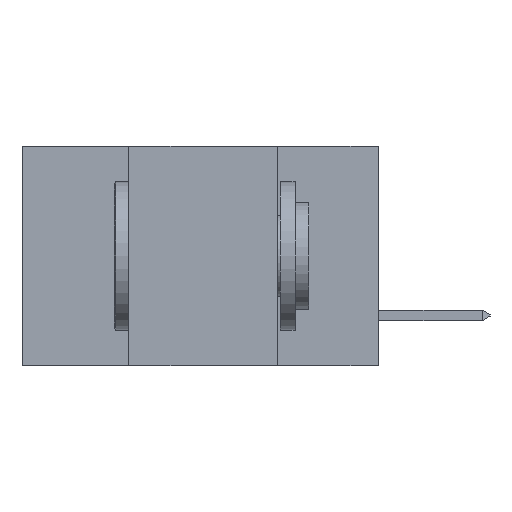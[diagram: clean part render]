
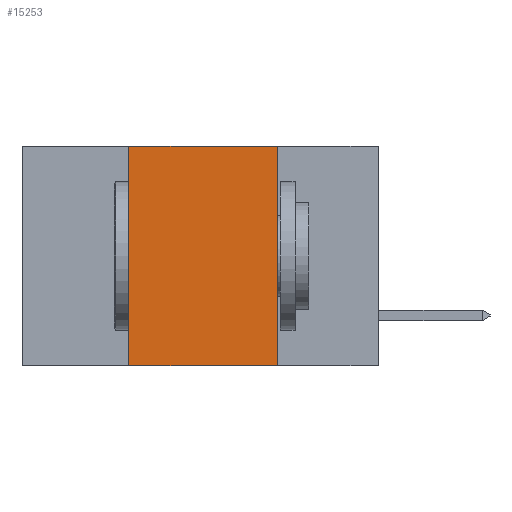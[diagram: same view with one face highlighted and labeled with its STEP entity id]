
A CAD part, left-side view. The second image highlights one B-rep face of the part: STEP entity #15253.
In plain terms, the highlighted planar face has unit normal (-1, 0, 0).
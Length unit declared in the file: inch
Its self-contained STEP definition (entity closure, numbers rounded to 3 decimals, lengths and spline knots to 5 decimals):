
#875 = VECTOR ( 'NONE', #6140, 39.37008 ) ;
#2166 = LINE ( 'NONE', #16182, #875 ) ;
#3617 = DIRECTION ( 'NONE',  ( 0., -1., 0. ) ) ;
#4348 = CARTESIAN_POINT ( 'NONE',  ( 0., 0.17, 0. ) ) ;
#4562 = EDGE_CURVE ( 'NONE', #24412, #14584, #10353, .T. ) ;
#6140 = DIRECTION ( 'NONE',  ( 0., -1., 0. ) ) ;
#6575 = EDGE_CURVE ( 'NONE', #12465, #20177, #18268, .T. ) ;
#7611 = FACE_OUTER_BOUND ( 'NONE', #22468, .T. ) ;
#10311 = CARTESIAN_POINT ( 'NONE',  ( 0., 0.42, 0. ) ) ;
#10353 = LINE ( 'NONE', #10311, #25644 ) ;
#10832 = DIRECTION ( 'NONE',  ( 0., 0., 1. ) ) ;
#11171 = LINE ( 'NONE', #15678, #21778 ) ;
#12465 = VERTEX_POINT ( 'NONE', #4348 ) ;
#12833 = ORIENTED_EDGE ( 'NONE', *, *, #22316, .F. ) ;
#13104 = DIRECTION ( 'NONE',  ( 0., 0., -1. ) ) ;
#13107 = DIRECTION ( 'NONE',  ( 0., 0., -1. ) ) ;
#14584 = VERTEX_POINT ( 'NONE', #23229 ) ;
#14909 = CARTESIAN_POINT ( 'NONE',  ( 0., 0.42, -0.37 ) ) ;
#15008 = PLANE ( 'NONE',  #22072 ) ;
#15253 = ADVANCED_FACE ( 'NONE', ( #7611 ), #15008, .F. ) ;
#15678 = CARTESIAN_POINT ( 'NONE',  ( 0., 0.6, 0. ) ) ;
#16182 = CARTESIAN_POINT ( 'NONE',  ( 0., 0.6, -0.37 ) ) ;
#16313 = CARTESIAN_POINT ( 'NONE',  ( 0., 0.17, 0. ) ) ;
#17605 = EDGE_CURVE ( 'NONE', #24412, #20177, #2166, .T. ) ;
#18028 = ORIENTED_EDGE ( 'NONE', *, *, #4562, .F. ) ;
#18268 = LINE ( 'NONE', #16313, #22994 ) ;
#18315 = CARTESIAN_POINT ( 'NONE',  ( 0., 0.17, -0.37 ) ) ;
#20177 = VERTEX_POINT ( 'NONE', #18315 ) ;
#21027 = CARTESIAN_POINT ( 'NONE',  ( 0., 0.6, 0. ) ) ;
#21778 = VECTOR ( 'NONE', #3617, 39.37008 ) ;
#21807 = ORIENTED_EDGE ( 'NONE', *, *, #17605, .T. ) ;
#22072 = AXIS2_PLACEMENT_3D ( 'NONE', #21027, #25011, #13104 ) ;
#22316 = EDGE_CURVE ( 'NONE', #14584, #12465, #11171, .T. ) ;
#22468 = EDGE_LOOP ( 'NONE', ( #24333, #12833, #18028, #21807 ) ) ;
#22994 = VECTOR ( 'NONE', #13107, 39.37008 ) ;
#23229 = CARTESIAN_POINT ( 'NONE',  ( 0., 0.42, 0. ) ) ;
#24333 = ORIENTED_EDGE ( 'NONE', *, *, #6575, .F. ) ;
#24412 = VERTEX_POINT ( 'NONE', #14909 ) ;
#25011 = DIRECTION ( 'NONE',  ( 1., 0., 0. ) ) ;
#25644 = VECTOR ( 'NONE', #10832, 39.37008 ) ;
